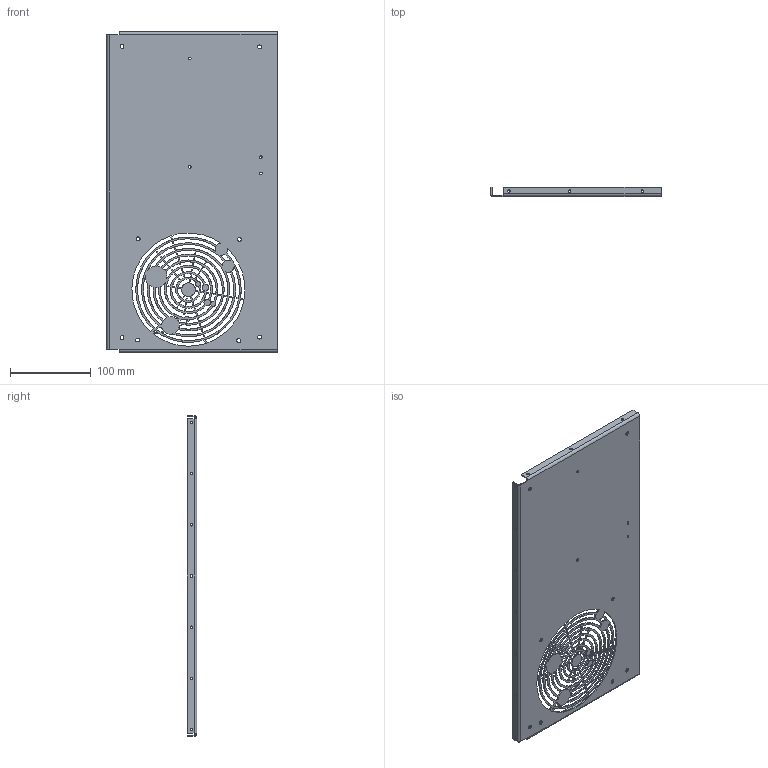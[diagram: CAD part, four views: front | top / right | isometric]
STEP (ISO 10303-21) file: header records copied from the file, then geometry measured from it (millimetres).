
FILE_DESCRIPTION(/* description */ (''),/* implementation_level */ '2;1');
FILE_NAME(/* name */ 'Bottom V1.step',/* time_stamp */ '2018-10-31T12:18:46-06:00',/* author */ (''),/* organization */ (''),/* preprocessor_version */ 'ST-DEVELOPER v17.2',/* originating_system */ 'Autodesk Translation Framework v7.6.0.251',/* authorisation */ '');
FILE_SCHEMA (('AUTOMOTIVE_DESIGN { 1 0 10303 214 3 1 1 }'));
Length unit declared in the file: millimetre
Products named in the file (1): Bottom
Bounding box: 210.9 x 11.6 x 396.8 mm (x, y, z)
Volume: 129432.4 mm3; surface area: 171719.6 mm2
Topology: 1 solids, 1 shells, 400 faces, 1182 edges, 784 vertices
Faces by surface type: bspline 231, plane 134, cylinder 35
Full cylindrical faces by diameter (mm): 3.1 x13, 3.332 x4, 4.8 x4, 4.85 x4
Entity records: 15994 total; most frequent: CARTESIAN_POINT 6454, ORIENTED_EDGE 2364, DIRECTION 1186, EDGE_CURVE 1182, VERTEX_POINT 784, LINE 642, VECTOR 642, EDGE_LOOP 548
